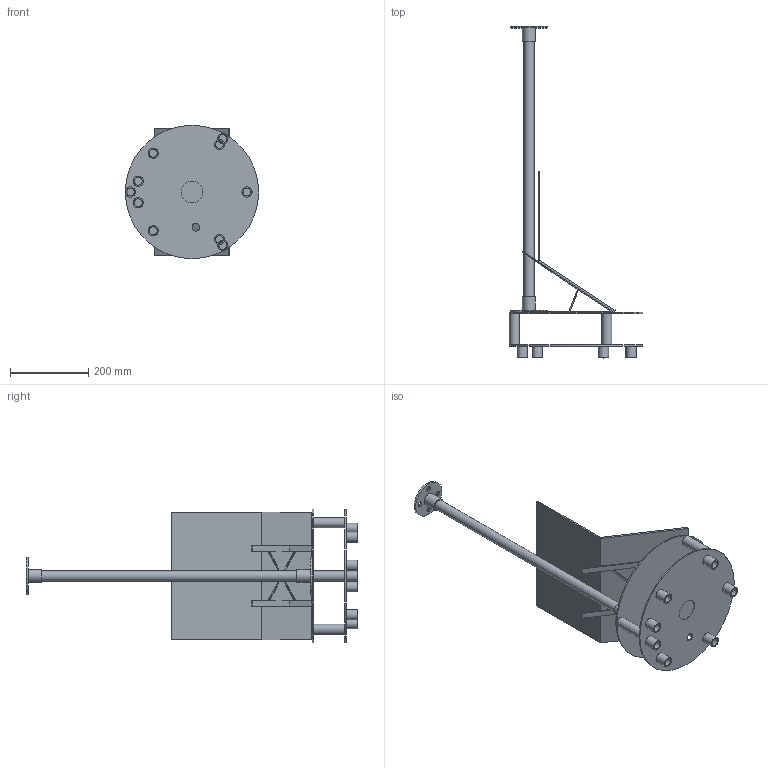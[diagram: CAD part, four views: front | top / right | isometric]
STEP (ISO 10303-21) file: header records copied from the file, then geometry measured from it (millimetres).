
FILE_DESCRIPTION(/* description */ (''),/* implementation_level */ '2;1');
FILE_NAME(/* name */ 'Happy Mini OP.step',/* time_stamp */ '2022-09-04T18:33:55+09:00',/* author */ (''),/* organization */ (''),/* preprocessor_version */ 'ST-DEVELOPER v19',/* originating_system */ 'Autodesk Translation Framework v11.7.0.108',/* authorisation */ '');
FILE_SCHEMA (('AUTOMOTIVE_DESIGN { 1 0 10303 214 3 1 1 }'));
Length unit declared in the file: millimetre
Products named in the file (1): ざっくりオープンハード
Bounding box: 340 x 846 x 340 mm (x, y, z)
Volume: 1506126.6 mm3; surface area: 930158.5 mm2
Topology: 17 solids, 17 shells, 125 faces, 273 edges, 182 vertices
Faces by surface type: plane 78, cylinder 47
Full cylindrical faces by diameter (mm): 3 x4, 13 x8, 20 x15, 26 x13, 33 x2, 55 x1, 95 x2, 340 x2
Entity records: 3607 total; most frequent: DIRECTION 619, CARTESIAN_POINT 581, ORIENTED_EDGE 546, EDGE_CURVE 273, AXIS2_PLACEMENT_3D 220, EDGE_LOOP 189, VERTEX_POINT 182, LINE 179
